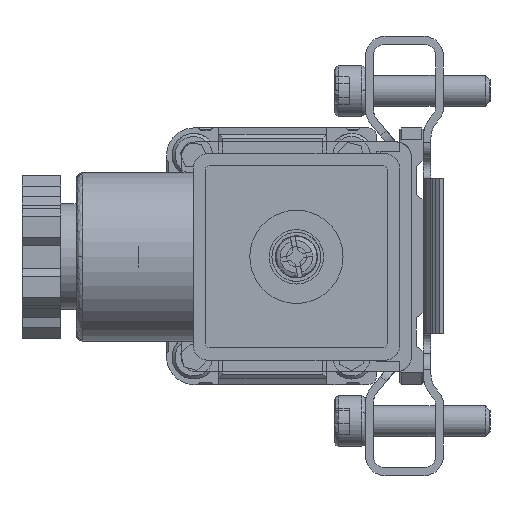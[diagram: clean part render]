
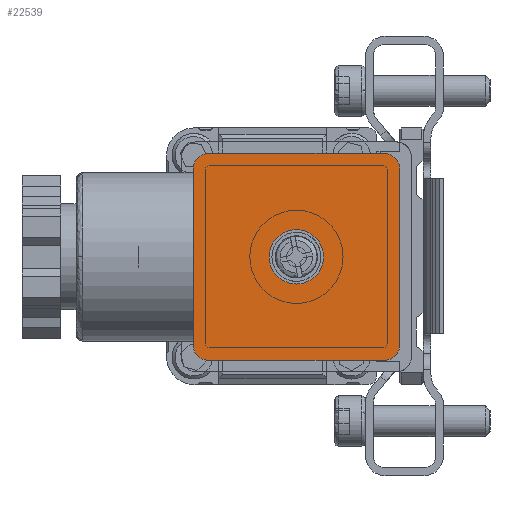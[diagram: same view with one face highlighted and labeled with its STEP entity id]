
A CAD part, left-side view. The second image highlights one B-rep face of the part: STEP entity #22539.
In plain terms, the highlighted planar face has unit normal (-1, 0, 0).
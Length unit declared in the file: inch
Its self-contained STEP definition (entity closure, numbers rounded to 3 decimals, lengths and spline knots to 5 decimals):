
#142 = DIRECTION ( 'NONE',  ( 1., 0., 0. ) ) ;
#200 = CARTESIAN_POINT ( 'NONE',  ( -1.07087, 1.16535, 0.12282 ) ) ;
#501 = EDGE_CURVE ( 'NONE', #27577, #982, #16664, .T. ) ;
#506 = EDGE_CURVE ( 'NONE', #27728, #27728, #8762, .T. ) ;
#560 = CARTESIAN_POINT ( 'NONE',  ( -1.07087, 1.08661, 0.20156 ) ) ;
#789 = ORIENTED_EDGE ( 'NONE', *, *, #22590, .F. ) ;
#900 = VECTOR ( 'NONE', #12720, 39.37008 ) ;
#982 = VERTEX_POINT ( 'NONE', #27965 ) ;
#1203 = DIRECTION ( 'NONE',  ( 0., -1., 0. ) ) ;
#1291 = LINE ( 'NONE', #20250, #24503 ) ;
#1365 = VERTEX_POINT ( 'NONE', #28075 ) ;
#2076 = DIRECTION ( 'NONE',  ( -1., 0., 0. ) ) ;
#2318 = CARTESIAN_POINT ( 'NONE',  ( -1.07087, 0.19685, 0.20156 ) ) ;
#2558 = EDGE_CURVE ( 'NONE', #19842, #29528, #19496, .T. ) ;
#2856 = ORIENTED_EDGE ( 'NONE', *, *, #24961, .F. ) ;
#3926 = CIRCLE ( 'NONE', #21292, 0.07874 ) ;
#4365 = CIRCLE ( 'NONE', #7347, 0.07874 ) ;
#5100 = EDGE_LOOP ( 'NONE', ( #14636 ) ) ;
#6516 = CARTESIAN_POINT ( 'NONE',  ( -1.07087, 1.16535, 0.12282 ) ) ;
#6591 = AXIS2_PLACEMENT_3D ( 'NONE', #22342, #29477, #1203 ) ;
#6661 = CARTESIAN_POINT ( 'NONE',  ( -1.07087, 1.16535, 1.17007 ) ) ;
#7347 = AXIS2_PLACEMENT_3D ( 'NONE', #560, #21841, #30270 ) ;
#7397 = AXIS2_PLACEMENT_3D ( 'NONE', #6516, #29657, #8379 ) ;
#7656 = DIRECTION ( 'NONE',  ( 0., -1., 0. ) ) ;
#8379 = DIRECTION ( 'NONE',  ( 0., 0., 1. ) ) ;
#8513 = VERTEX_POINT ( 'NONE', #18517 ) ;
#8762 = CIRCLE ( 'NONE', #18706, 0.1378 ) ;
#9093 = ORIENTED_EDGE ( 'NONE', *, *, #10056, .F. ) ;
#9167 = EDGE_CURVE ( 'NONE', #982, #14017, #27924, .T. ) ;
#9200 = DIRECTION ( 'NONE',  ( 0., 0., -1. ) ) ;
#9357 = DIRECTION ( 'NONE',  ( 0., 0., 1. ) ) ;
#9445 = ORIENTED_EDGE ( 'NONE', *, *, #17877, .F. ) ;
#9658 = CARTESIAN_POINT ( 'NONE',  ( -1.07087, 0.64173, 0.64645 ) ) ;
#10056 = EDGE_CURVE ( 'NONE', #8513, #19529, #1291, .T. ) ;
#10751 = VECTOR ( 'NONE', #9357, 39.37008 ) ;
#10918 = ORIENTED_EDGE ( 'NONE', *, *, #501, .F. ) ;
#11939 = DIRECTION ( 'NONE',  ( 0., -1., 0. ) ) ;
#12720 = DIRECTION ( 'NONE',  ( 0., 0., -1. ) ) ;
#13509 = PLANE ( 'NONE',  #7397 ) ;
#13560 = ORIENTED_EDGE ( 'NONE', *, *, #9167, .F. ) ;
#14017 = VERTEX_POINT ( 'NONE', #28382 ) ;
#14636 = ORIENTED_EDGE ( 'NONE', *, *, #506, .F. ) ;
#14824 = CARTESIAN_POINT ( 'NONE',  ( -1.07087, 0.19685, 1.17007 ) ) ;
#15771 = VECTOR ( 'NONE', #25157, 39.37008 ) ;
#16664 = LINE ( 'NONE', #200, #10751 ) ;
#17877 = EDGE_CURVE ( 'NONE', #14017, #19842, #27945, .T. ) ;
#17947 = CARTESIAN_POINT ( 'NONE',  ( -1.07087, 0.11811, 1.09133 ) ) ;
#18012 = FACE_BOUND ( 'NONE', #5100, .T. ) ;
#18299 = ORIENTED_EDGE ( 'NONE', *, *, #2558, .F. ) ;
#18517 = CARTESIAN_POINT ( 'NONE',  ( -1.07087, 0.19685, 0.12282 ) ) ;
#18706 = AXIS2_PLACEMENT_3D ( 'NONE', #9658, #2076, #9200 ) ;
#18991 = AXIS2_PLACEMENT_3D ( 'NONE', #19479, #19322, #7656 ) ;
#19235 = CARTESIAN_POINT ( 'NONE',  ( -1.07087, 1.16535, 0.20156 ) ) ;
#19322 = DIRECTION ( 'NONE',  ( 1., 0., 0. ) ) ;
#19479 = CARTESIAN_POINT ( 'NONE',  ( -1.07087, 0.19685, 1.09133 ) ) ;
#19496 = CIRCLE ( 'NONE', #18991, 0.07874 ) ;
#19529 = VERTEX_POINT ( 'NONE', #19831 ) ;
#19831 = CARTESIAN_POINT ( 'NONE',  ( -1.07087, 1.08661, 0.12282 ) ) ;
#19842 = VERTEX_POINT ( 'NONE', #14824 ) ;
#19881 = LINE ( 'NONE', #22643, #900 ) ;
#20187 = FACE_OUTER_BOUND ( 'NONE', #22700, .T. ) ;
#20250 = CARTESIAN_POINT ( 'NONE',  ( -1.07087, 1.16535, 0.12282 ) ) ;
#21292 = AXIS2_PLACEMENT_3D ( 'NONE', #2318, #142, #11939 ) ;
#21609 = EDGE_CURVE ( 'NONE', #19529, #27577, #4365, .T. ) ;
#21841 = DIRECTION ( 'NONE',  ( 1., 0., 0. ) ) ;
#21964 = ORIENTED_EDGE ( 'NONE', *, *, #21609, .F. ) ;
#22342 = CARTESIAN_POINT ( 'NONE',  ( -1.07087, 1.08661, 1.09133 ) ) ;
#22539 = ADVANCED_FACE ( 'NONE', ( #20187, #18012 ), #13509, .F. ) ;
#22590 = EDGE_CURVE ( 'NONE', #1365, #8513, #3926, .T. ) ;
#22643 = CARTESIAN_POINT ( 'NONE',  ( -1.07087, 0.11811, 0.12282 ) ) ;
#22700 = EDGE_LOOP ( 'NONE', ( #9093, #789, #2856, #18299, #9445, #13560, #10918, #21964 ) ) ;
#24503 = VECTOR ( 'NONE', #29720, 39.37008 ) ;
#24961 = EDGE_CURVE ( 'NONE', #29528, #1365, #19881, .T. ) ;
#25095 = CARTESIAN_POINT ( 'NONE',  ( -1.07087, 0.64173, 0.50865 ) ) ;
#25157 = DIRECTION ( 'NONE',  ( 0., -1., 0. ) ) ;
#27577 = VERTEX_POINT ( 'NONE', #19235 ) ;
#27728 = VERTEX_POINT ( 'NONE', #25095 ) ;
#27924 = CIRCLE ( 'NONE', #6591, 0.07874 ) ;
#27945 = LINE ( 'NONE', #6661, #15771 ) ;
#27965 = CARTESIAN_POINT ( 'NONE',  ( -1.07087, 1.16535, 1.09133 ) ) ;
#28075 = CARTESIAN_POINT ( 'NONE',  ( -1.07087, 0.11811, 0.20156 ) ) ;
#28382 = CARTESIAN_POINT ( 'NONE',  ( -1.07087, 1.08661, 1.17007 ) ) ;
#29477 = DIRECTION ( 'NONE',  ( 1., 0., 0. ) ) ;
#29528 = VERTEX_POINT ( 'NONE', #17947 ) ;
#29657 = DIRECTION ( 'NONE',  ( 1., 0., 0. ) ) ;
#29720 = DIRECTION ( 'NONE',  ( 0., 1., 0. ) ) ;
#30270 = DIRECTION ( 'NONE',  ( 0., -1., 0. ) ) ;
